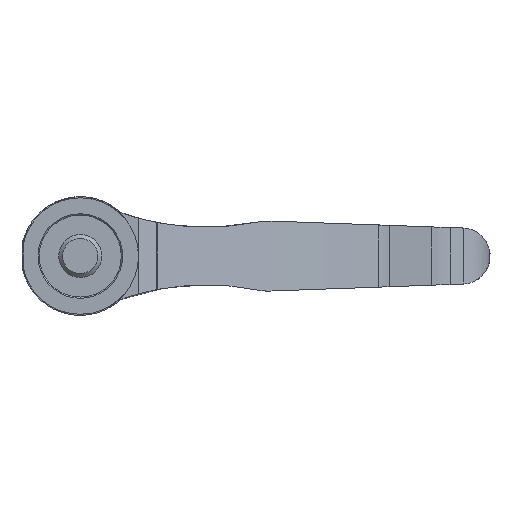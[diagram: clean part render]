
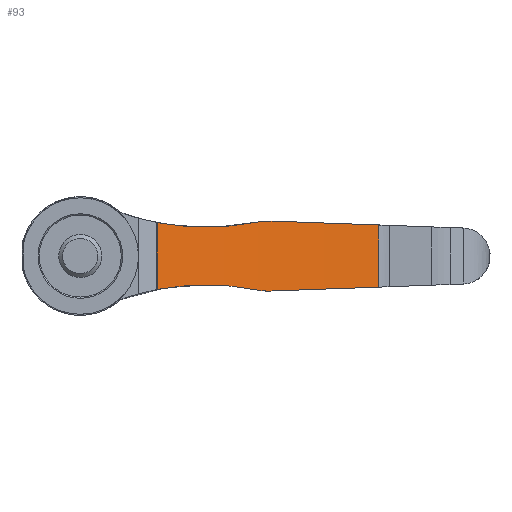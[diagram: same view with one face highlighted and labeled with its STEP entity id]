
A CAD part, front view. The second image highlights one B-rep face of the part: STEP entity #93.
In plain terms, the highlighted cylindrical face has radius 252.32 mm (diameter 504.64 mm), a partial arc.
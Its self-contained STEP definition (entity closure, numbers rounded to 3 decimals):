
#93 = ADVANCED_FACE( '', ( #233 ), #234, .F. );
#233 = FACE_OUTER_BOUND( '', #433, .T. );
#234 = CYLINDRICAL_SURFACE( '', #434, 252.32 );
#433 = EDGE_LOOP( '', ( #660, #661, #662, #663, #664, #665, #666, #667 ) );
#434 = AXIS2_PLACEMENT_3D( '', #668, #669, #670 );
#660 = ORIENTED_EDGE( '', *, *, #1155, .T. );
#661 = ORIENTED_EDGE( '', *, *, #1156, .F. );
#662 = ORIENTED_EDGE( '', *, *, #1157, .T. );
#663 = ORIENTED_EDGE( '', *, *, #1158, .T. );
#664 = ORIENTED_EDGE( '', *, *, #1159, .F. );
#665 = ORIENTED_EDGE( '', *, *, #1160, .T. );
#666 = ORIENTED_EDGE( '', *, *, #1161, .T. );
#667 = ORIENTED_EDGE( '', *, *, #1139, .F. );
#668 = CARTESIAN_POINT( '', ( 132.162, -195.671, 27.5 ) );
#669 = DIRECTION( '', ( 0., 0., 1. ) );
#670 = DIRECTION( '', ( -1., 0., 0. ) );
#1139 = EDGE_CURVE( '', #1347, #1349, #1350, .T. );
#1155 = EDGE_CURVE( '', #1347, #1376, #1377, .T. );
#1156 = EDGE_CURVE( '', #1378, #1376, #1379, .T. );
#1157 = EDGE_CURVE( '', #1378, #1380, #1381, .T. );
#1158 = EDGE_CURVE( '', #1380, #1382, #1383, .F. );
#1159 = EDGE_CURVE( '', #1384, #1382, #1385, .T. );
#1160 = EDGE_CURVE( '', #1384, #1386, #1387, .F. );
#1161 = EDGE_CURVE( '', #1386, #1349, #1388, .T. );
#1347 = VERTEX_POINT( '', #1716 );
#1349 = VERTEX_POINT( '', #1721 );
#1350 = B_SPLINE_CURVE_WITH_KNOTS( '', 3, ( #1722, #1723, #1724, #1725, #1726, #1727 ), .UNSPECIFIED., .F., .F., ( 4, 2, 4 ), ( 0., 0.013, 0.025 ), .UNSPECIFIED. );
#1376 = VERTEX_POINT( '', #1772 );
#1377 = LINE( '', #1773, #1774 );
#1378 = VERTEX_POINT( '', #1775 );
#1379 = B_SPLINE_CURVE_WITH_KNOTS( '', 3, ( #1776, #1777, #1778, #1779, #1780, #1781 ), .UNSPECIFIED., .F., .F., ( 4, 2, 4 ), ( 0., 0.013, 0.025 ), .UNSPECIFIED. );
#1380 = VERTEX_POINT( '', #1782 );
#1381 = B_SPLINE_CURVE_WITH_KNOTS( '', 3, ( #1783, #1784, #1785, #1786 ), .UNSPECIFIED., .F., .F., ( 4, 4 ), ( 0., 0.003 ), .UNSPECIFIED. );
#1382 = VERTEX_POINT( '', #1787 );
#1383 = ELLIPSE( '', #1788, 252.486, 252.32 );
#1384 = VERTEX_POINT( '', #1789 );
#1385 = LINE( '', #1790, #1791 );
#1386 = VERTEX_POINT( '', #1792 );
#1387 = ELLIPSE( '', #1793, 252.486, 252.32 );
#1388 = B_SPLINE_CURVE_WITH_KNOTS( '', 3, ( #1794, #1795, #1796, #1797 ), .UNSPECIFIED., .F., .F., ( 4, 4 ), ( 0., 0.003 ), .UNSPECIFIED. );
#1716 = CARTESIAN_POINT( '', ( 17.866, 29.278, 7.733 ) );
#1721 = CARTESIAN_POINT( '', ( 41.13, 39.656, 7.875 ) );
#1722 = CARTESIAN_POINT( '', ( 17.866, 29.278, 7.733 ) );
#1723 = CARTESIAN_POINT( '', ( 21.66, 31.205, 6.984 ) );
#1724 = CARTESIAN_POINT( '', ( 25.496, 33.033, 6.616 ) );
#1725 = CARTESIAN_POINT( '', ( 33.25, 36.493, 6.645 ) );
#1726 = CARTESIAN_POINT( '', ( 37.17, 38.124, 7.043 ) );
#1727 = CARTESIAN_POINT( '', ( 41.13, 39.656, 7.875 ) );
#1772 = CARTESIAN_POINT( '', ( 17.866, 29.278, -7.733 ) );
#1773 = CARTESIAN_POINT( '', ( 17.866, 29.278, 27.5 ) );
#1774 = VECTOR( '', #2337, 1000. );
#1775 = CARTESIAN_POINT( '', ( 41.13, 39.656, -7.875 ) );
#1776 = CARTESIAN_POINT( '', ( 41.13, 39.656, -7.875 ) );
#1777 = CARTESIAN_POINT( '', ( 37.17, 38.124, -7.043 ) );
#1778 = CARTESIAN_POINT( '', ( 33.25, 36.493, -6.645 ) );
#1779 = CARTESIAN_POINT( '', ( 25.496, 33.033, -6.616 ) );
#1780 = CARTESIAN_POINT( '', ( 21.66, 31.205, -6.984 ) );
#1781 = CARTESIAN_POINT( '', ( 17.866, 29.278, -7.733 ) );
#1782 = CARTESIAN_POINT( '', ( 43.967, 40.734, -8.117 ) );
#1783 = CARTESIAN_POINT( '', ( 41.13, 39.656, -7.875 ) );
#1784 = CARTESIAN_POINT( '', ( 42.065, 40.017, -8.071 ) );
#1785 = CARTESIAN_POINT( '', ( 43.011, 40.377, -8.152 ) );
#1786 = CARTESIAN_POINT( '', ( 43.967, 40.734, -8.117 ) );
#1787 = CARTESIAN_POINT( '', ( 69.134, 48.65, -7.203 ) );
#1788 = AXIS2_PLACEMENT_3D( '', #2338, #2339, #2340 );
#1789 = CARTESIAN_POINT( '', ( 69.134, 48.65, 7.203 ) );
#1790 = CARTESIAN_POINT( '', ( 69.134, 48.65, 27.5 ) );
#1791 = VECTOR( '', #2341, 1000. );
#1792 = CARTESIAN_POINT( '', ( 43.967, 40.734, 8.117 ) );
#1793 = AXIS2_PLACEMENT_3D( '', #2342, #2343, #2344 );
#1794 = CARTESIAN_POINT( '', ( 43.967, 40.734, 8.117 ) );
#1795 = CARTESIAN_POINT( '', ( 43.011, 40.377, 8.152 ) );
#1796 = CARTESIAN_POINT( '', ( 42.065, 40.017, 8.071 ) );
#1797 = CARTESIAN_POINT( '', ( 41.13, 39.656, 7.875 ) );
#2337 = DIRECTION( '', ( 0., 0., -1. ) );
#2338 = CARTESIAN_POINT( '', ( 132.162, -195.671, -4.914 ) );
#2339 = DIRECTION( '', ( -0.036, 0., 0.999 ) );
#2340 = DIRECTION( '', ( -0.999, 0., -0.036 ) );
#2341 = DIRECTION( '', ( 0., 0., -1. ) );
#2342 = CARTESIAN_POINT( '', ( 132.162, -195.671, 4.914 ) );
#2343 = DIRECTION( '', ( -0.036, 0., -0.999 ) );
#2344 = DIRECTION( '', ( 0.999, 0., -0.036 ) );
